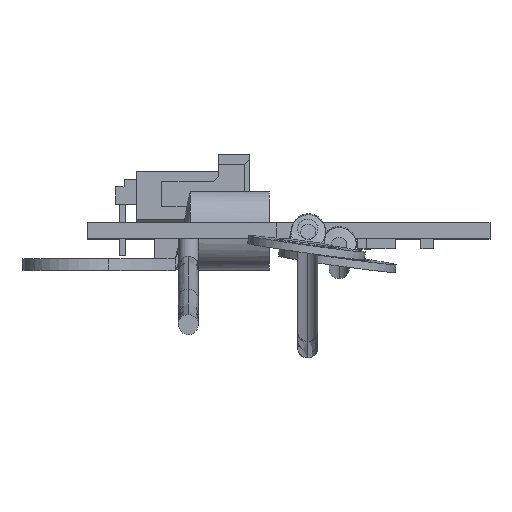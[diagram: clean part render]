
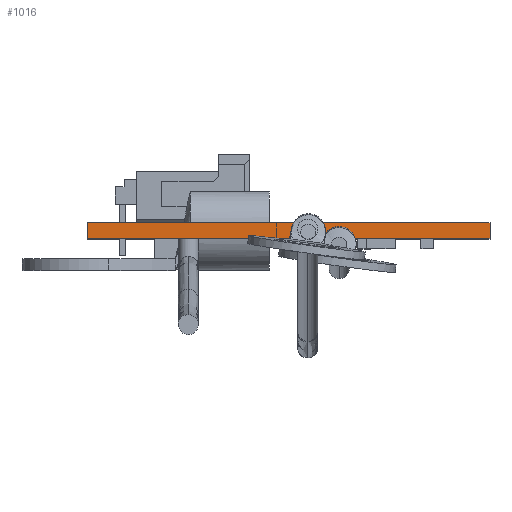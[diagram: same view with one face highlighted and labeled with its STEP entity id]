
A CAD part, top view. The second image highlights one B-rep face of the part: STEP entity #1016.
In plain terms, the highlighted planar face has unit normal (0, 0, 1).
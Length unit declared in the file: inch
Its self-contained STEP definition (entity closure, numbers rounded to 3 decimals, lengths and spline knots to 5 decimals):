
#311 = EDGE_CURVE ( 'NONE', #3568, #3566, #8576, .T. ) ;
#324 = EDGE_CURVE ( 'NONE', #3486, #3484, #8589, .T. ) ;
#325 = EDGE_CURVE ( 'NONE', #3484, #3566, #8595, .T. ) ;
#327 = EDGE_CURVE ( 'NONE', #3486, #3568, #8596, .T. ) ;
#1016 = ADVANCED_FACE ( 'NONE', ( #4737 ), #2169, .F. ) ;
#2169 = PLANE ( 'NONE',  #10205 ) ;
#2170 = CARTESIAN_POINT ( 'NONE',  ( -0.8, 0.03125, 0.6 ) ) ;
#2171 = DIRECTION ( 'NONE',  ( 0., 0., -1. ) ) ;
#2172 = DIRECTION ( 'NONE',  ( -1., 0., 0. ) ) ;
#3484 = VERTEX_POINT ( 'NONE', #5874 ) ;
#3486 = VERTEX_POINT ( 'NONE', #5875 ) ;
#3566 = VERTEX_POINT ( 'NONE', #5914 ) ;
#3568 = VERTEX_POINT ( 'NONE', #5915 ) ;
#4234 = EDGE_LOOP ( 'NONE', ( #8253, #8255, #8252, #8254 ) ) ;
#4737 = FACE_OUTER_BOUND ( 'NONE', #4234, .T. ) ;
#5874 = CARTESIAN_POINT ( 'NONE',  ( 0.8, -0.03125, 0.6 ) ) ;
#5875 = CARTESIAN_POINT ( 'NONE',  ( -0.8, -0.03125, 0.6 ) ) ;
#5914 = CARTESIAN_POINT ( 'NONE',  ( 0.8, 0.03125, 0.6 ) ) ;
#5915 = CARTESIAN_POINT ( 'NONE',  ( -0.8, 0.03125, 0.6 ) ) ;
#6417 = CARTESIAN_POINT ( 'NONE',  ( -0.8, 0.03125, 0.6 ) ) ;
#6420 = DIRECTION ( 'NONE',  ( 1., 0., 0. ) ) ;
#6634 = CARTESIAN_POINT ( 'NONE',  ( 0.74, -0.03125, 0.6 ) ) ;
#6635 = DIRECTION ( 'NONE',  ( 1., 0., 0. ) ) ;
#6636 = CARTESIAN_POINT ( 'NONE',  ( 0.8, 0.03125, 0.6 ) ) ;
#6637 = DIRECTION ( 'NONE',  ( 0., 1., 0. ) ) ;
#6641 = CARTESIAN_POINT ( 'NONE',  ( -0.8, 0.03125, 0.6 ) ) ;
#6642 = DIRECTION ( 'NONE',  ( 0., 1., 0. ) ) ;
#8252 = ORIENTED_EDGE ( 'NONE', *, *, #327, .F. ) ;
#8253 = ORIENTED_EDGE ( 'NONE', *, *, #325, .T. ) ;
#8254 = ORIENTED_EDGE ( 'NONE', *, *, #324, .T. ) ;
#8255 = ORIENTED_EDGE ( 'NONE', *, *, #311, .F. ) ;
#8576 = LINE ( 'NONE', #6417, #11775 ) ;
#8589 = LINE ( 'NONE', #6634, #11799 ) ;
#8595 = LINE ( 'NONE', #6636, #11800 ) ;
#8596 = LINE ( 'NONE', #6641, #11802 ) ;
#10205 = AXIS2_PLACEMENT_3D ( 'NONE', #2170, #2171, #2172 ) ;
#11775 = VECTOR ( 'NONE', #6420, 39.37008 ) ;
#11799 = VECTOR ( 'NONE', #6635, 39.37008 ) ;
#11800 = VECTOR ( 'NONE', #6637, 39.37008 ) ;
#11802 = VECTOR ( 'NONE', #6642, 39.37008 ) ;
